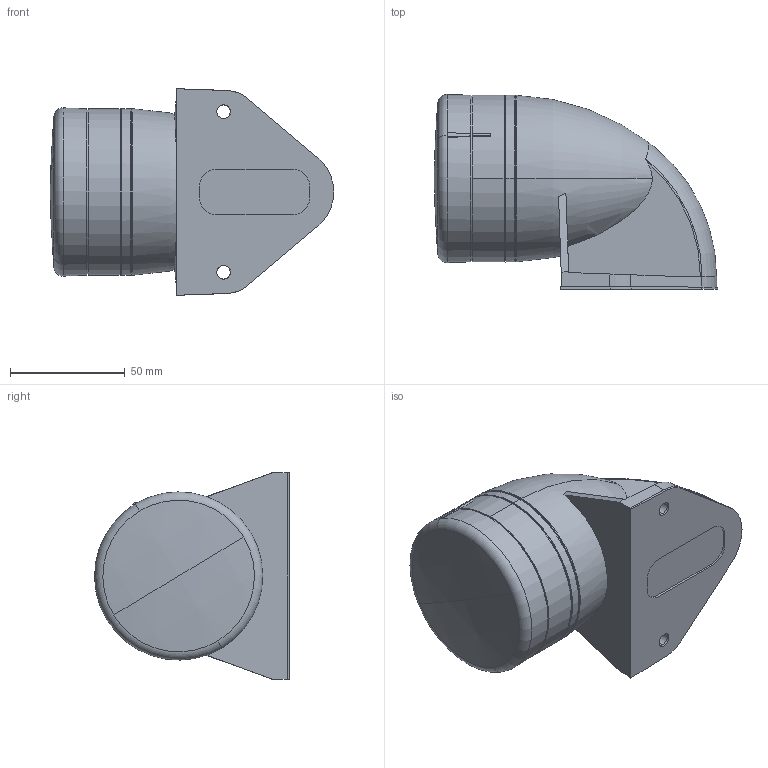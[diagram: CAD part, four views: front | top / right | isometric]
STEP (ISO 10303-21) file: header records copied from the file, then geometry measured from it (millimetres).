
FILE_DESCRIPTION (( 'STEP AP214' ), '1' );
FILE_NAME ('sl7_cb_fw.stp', '2013-09-20T09:12:54', ( '' ), ( '' ), 'SwSTEP 2.0', 'SolidWorks 2011', '' );
FILE_SCHEMA (( 'AUTOMOTIVE_DESIGN' ));
Length unit declared in the file: millimetre
Products named in the file (3): SL7-TowerCap_HI; 171450_part1_HI; sl7_cb_fw
Assembly tree (2 placements, depth 2):
  sl7_cb_fw
    171450_part1_HI
    SL7-TowerCap_HI
Bounding box: 123.55 x 84.95 x 90 mm (x, y, z)
Volume: 382120.3 mm3; surface area: 52824.5 mm2
Topology: 2 solids, 2 shells, 148 faces, 366 edges, 238 vertices
Faces by surface type: plane 80, cylinder 37, cone 16, torus 11, sphere 4
Entity records: 4740 total; most frequent: CARTESIAN_POINT 1009, DIRECTION 804, ORIENTED_EDGE 732, EDGE_CURVE 366, AXIS2_PLACEMENT_3D 305, VERTEX_POINT 238, VECTOR 194, LINE 194
